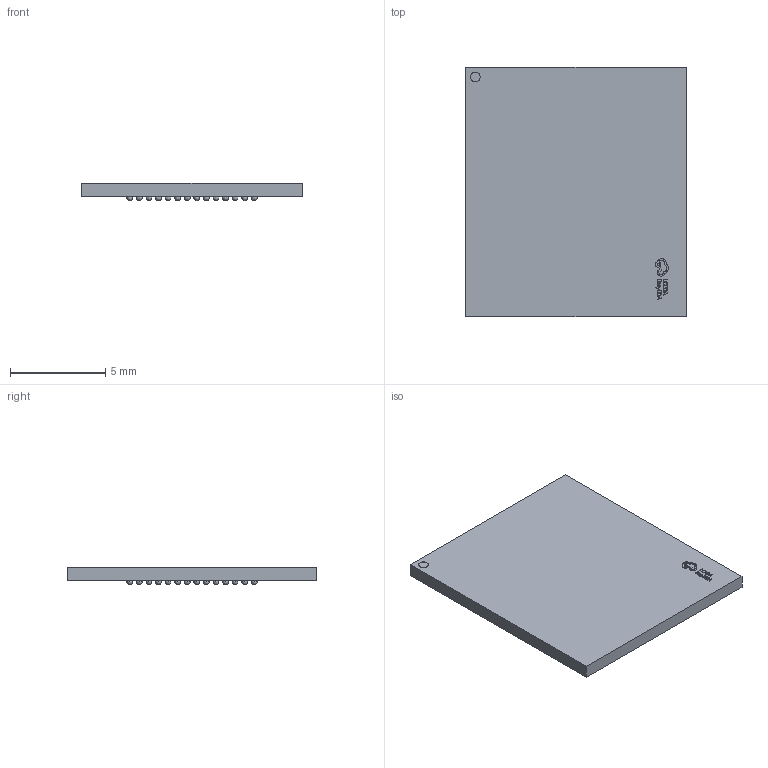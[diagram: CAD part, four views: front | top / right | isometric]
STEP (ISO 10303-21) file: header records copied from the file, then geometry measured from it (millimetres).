
FILE_DESCRIPTION(/* description */ ('','CAx-IF Rec.Pracs.---Representation and Presentation of Product Manufacturing Information (PMI)---4.0---2014-10-13'),/* implementation_level */ '2;1');
FILE_NAME(/* name */ '13lB-U4-FBGA-153_L13.0-W11.5.step',/* time_stamp */ '2025-03-21T14:33:16+08:00',/* author */ (''),/* organization */ (''),/* preprocessor_version */ 'ST-DEVELOPER v20',/* originating_system */ 'Autodesk Translation Framework v13.20.0.188',/* authorisation */ '');
FILE_SCHEMA (('AP242_MANAGED_MODEL_BASED_3D_ENGINEERING_MIM_LF { 1 0 10303 442 1 1 4 }'));
Length unit declared in the file: millimetre
Products named in the file (2): 13lB-U4-FBGA-153_L13.0-W11.5; COMPOUND
Assembly tree (1 placements, depth 2):
  13lB-U4-FBGA-153_L13.0-W11.5
    COMPOUND
Bounding box: 11.57 x 13.08 x 0.91 mm (x, y, z)
Volume: 108.2 mm3; surface area: 376.5 mm2
Topology: 154 solids, 154 shells, 597 faces, 1398 edges, 983 vertices
Faces by surface type: plane 331, sphere 153, bspline 112, cylinder 1
Full cylindrical faces by diameter (mm): 0.503 x1
Entity records: 17301 total; most frequent: CARTESIAN_POINT 4571, DIRECTION 2324, ORIENTED_EDGE 2184, EDGE_CURVE 1092, VERTEX_POINT 983, AXIS2_PLACEMENT_3D 882, EDGE_LOOP 777, FACE_OUTER_BOUND 597
